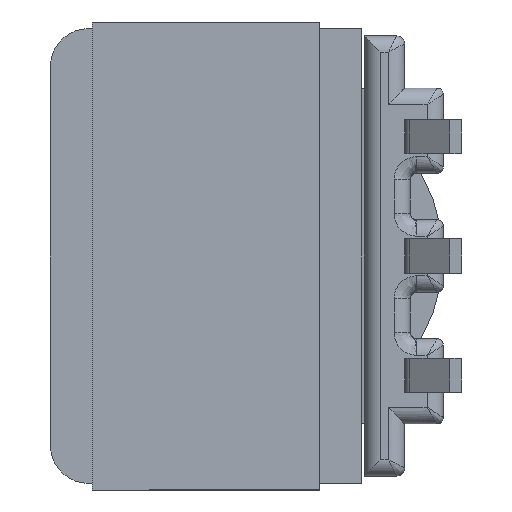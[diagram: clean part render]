
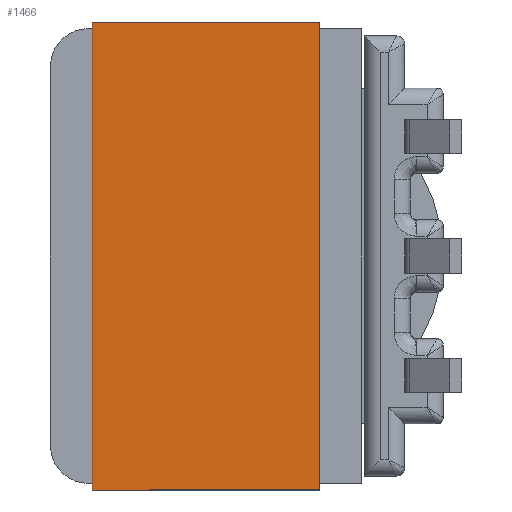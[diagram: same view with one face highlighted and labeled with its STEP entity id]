
A CAD part, left-side view. The second image highlights one B-rep face of the part: STEP entity #1466.
In plain terms, the highlighted face is planar.
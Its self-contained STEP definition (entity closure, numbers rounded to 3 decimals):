
#18 = CARTESIAN_POINT ( 'NONE',  ( 7.94, 0.14, 0. ) ) ;
#250 = CARTESIAN_POINT ( 'NONE',  ( 7.94, -9.64, 0. ) ) ;
#382 = CARTESIAN_POINT ( 'NONE',  ( 7.94, 0.14, -4.75 ) ) ;
#749 = DIRECTION ( 'NONE',  ( 0., 1., 0. ) ) ;
#860 = DIRECTION ( 'NONE',  ( 0., 0., 1. ) ) ;
#1341 = VERTEX_POINT ( 'NONE', #2538 ) ;
#1466 = ADVANCED_FACE ( 'NONE', ( #10824 ), #7448, .T. ) ;
#1558 = VECTOR ( 'NONE', #749, 1000. ) ;
#2192 = VECTOR ( 'NONE', #4067, 1000. ) ;
#2538 = CARTESIAN_POINT ( 'NONE',  ( 7.94, -9.64, -4.75 ) ) ;
#4067 = DIRECTION ( 'NONE',  ( 0., 0., 1. ) ) ;
#4293 = LINE ( 'NONE', #11858, #1558 ) ;
#4363 = VECTOR ( 'NONE', #7583, 1000. ) ;
#5342 = VERTEX_POINT ( 'NONE', #5812 ) ;
#5407 = ORIENTED_EDGE ( 'NONE', *, *, #9257, .F. ) ;
#5738 = CARTESIAN_POINT ( 'NONE',  ( 7.94, 0.14, -4.75 ) ) ;
#5812 = CARTESIAN_POINT ( 'NONE',  ( 7.94, 0.14, -4.75 ) ) ;
#5836 = VERTEX_POINT ( 'NONE', #250 ) ;
#6169 = EDGE_CURVE ( 'NONE', #1341, #5836, #9608, .T. ) ;
#6406 = CARTESIAN_POINT ( 'NONE',  ( 7.94, -9.64, -4.75 ) ) ;
#6588 = EDGE_CURVE ( 'NONE', #1341, #5342, #11474, .T. ) ;
#6694 = ORIENTED_EDGE ( 'NONE', *, *, #7710, .T. ) ;
#7424 = VECTOR ( 'NONE', #860, 1000. ) ;
#7448 = PLANE ( 'NONE',  #9231 ) ;
#7583 = DIRECTION ( 'NONE',  ( 0., 1., 0. ) ) ;
#7710 = EDGE_CURVE ( 'NONE', #5342, #8264, #12057, .T. ) ;
#7743 = EDGE_LOOP ( 'NONE', ( #5407, #11316, #9744, #6694 ) ) ;
#8264 = VERTEX_POINT ( 'NONE', #18 ) ;
#8687 = CARTESIAN_POINT ( 'NONE',  ( 7.94, 0.14, -4.75 ) ) ;
#8771 = DIRECTION ( 'NONE',  ( 1., 0., 0. ) ) ;
#8808 = DIRECTION ( 'NONE',  ( 0., 1., 0. ) ) ;
#9231 = AXIS2_PLACEMENT_3D ( 'NONE', #8687, #8771, #8808 ) ;
#9257 = EDGE_CURVE ( 'NONE', #5836, #8264, #4293, .T. ) ;
#9608 = LINE ( 'NONE', #6406, #7424 ) ;
#9744 = ORIENTED_EDGE ( 'NONE', *, *, #6588, .T. ) ;
#10824 = FACE_OUTER_BOUND ( 'NONE', #7743, .T. ) ;
#11316 = ORIENTED_EDGE ( 'NONE', *, *, #6169, .F. ) ;
#11474 = LINE ( 'NONE', #5738, #4363 ) ;
#11858 = CARTESIAN_POINT ( 'NONE',  ( 7.94, 0.14, 0. ) ) ;
#12057 = LINE ( 'NONE', #382, #2192 ) ;
